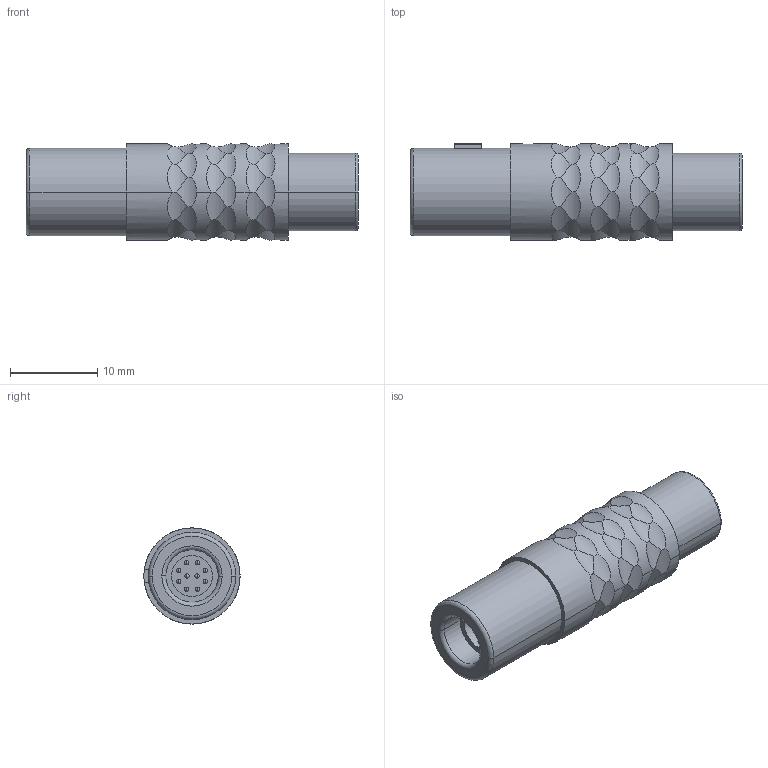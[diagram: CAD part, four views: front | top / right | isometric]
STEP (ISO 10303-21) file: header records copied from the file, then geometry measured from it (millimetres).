
FILE_DESCRIPTION((''),'2;1');
FILE_NAME('S10K0C-P10M','2013-10-31T',('RTrager'),(''),'PRO/ENGINEER BY PARAMETRIC TECHNOLOGY CORPORATION, 2013050','PRO/ENGINEER BY PARAMETRIC TECHNOLOGY CORPORATION, 2013050','');
FILE_SCHEMA(('CONFIG_CONTROL_DESIGN'));
Length unit declared in the file: millimetre
Products named in the file (1): S10K0C-P10M
Bounding box: 38 x 11 x 11 mm (x, y, z)
Volume: 2554 mm3; surface area: 2021.9 mm2
Topology: 1 solids, 1 shells, 250 faces, 657 edges, 416 vertices
Faces by surface type: cylinder 165, plane 40, sphere 20, torus 16, bspline 9
Entity records: 10255 total; most frequent: CARTESIAN_POINT 4449, ORIENTED_EDGE 1274, DIRECTION 1107, EDGE_CURVE 637, AXIS2_PLACEMENT_3D 472, VERTEX_POINT 416, EDGE_LOOP 277, FACE_OUTER_BOUND 250
